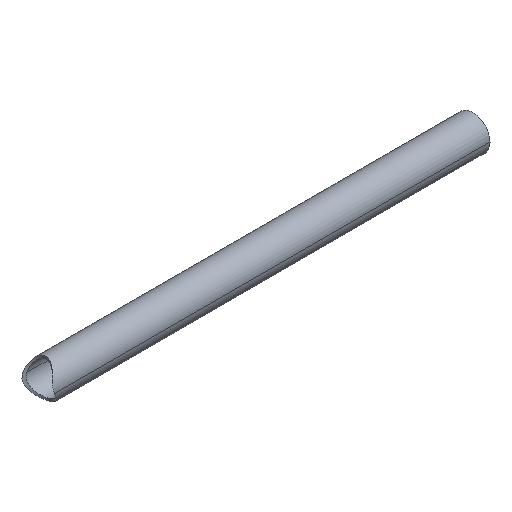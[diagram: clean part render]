
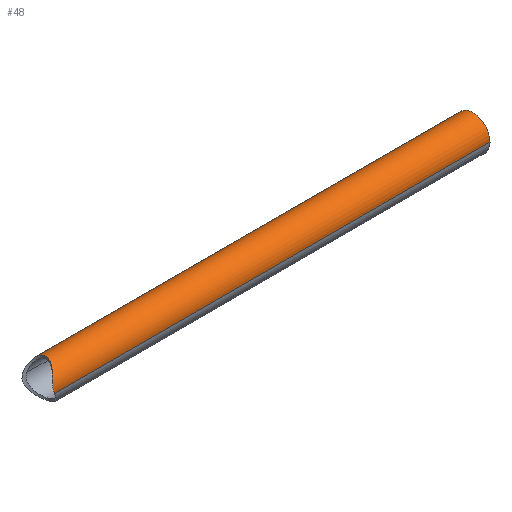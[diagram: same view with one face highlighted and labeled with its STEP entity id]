
A CAD part, isometric view. The second image highlights one B-rep face of the part: STEP entity #48.
In plain terms, the highlighted cylindrical face has radius 12.5 mm (diameter 25 mm), a partial arc.
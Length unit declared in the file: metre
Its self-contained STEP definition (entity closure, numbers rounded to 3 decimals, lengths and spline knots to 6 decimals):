
#48=ADVANCED_FACE('',(#109),#110,.T.);
#68=EDGE_CURVE('',#142,#143,#144,.F.);
#70=EDGE_CURVE('0:26',#146,#142,#147,.F.);
#72=EDGE_CURVE('',#149,#146,#150,.F.);
#74=EDGE_CURVE('0:38',#152,#153,#154,.T.);
#109=FACE_OUTER_BOUND('',#181,.T.);
#110=CYLINDRICAL_SURFACE('',#182,0.0125);
#142=VERTEX_POINT('',#267);
#143=VERTEX_POINT('',#268);
#144=B_SPLINE_CURVE_WITH_KNOTS('',3,(#269,#270,#271,#272,#273,#274,#275,#276,#277,#278,#279,#280,#281,#282,#283,#284,#285,#286,#287,#288,#289,#290,#291,#292,#293,#294,#295,#296),.UNSPECIFIED.,.F.,.F.,(4,3,3,3,3,3,3,3,3,4),(0.04405,0.048037,0.049757,0.050763,0.051838,0.055265,0.058407,0.060618,0.062394,0.065548),.UNSPECIFIED.);
#146=VERTEX_POINT('',#299);
#147=B_SPLINE_CURVE_WITH_KNOTS('',3,(#300,#301,#302,#303,#304,#305,#306,#307,#308,#309,#310,#311,#312,#313,#314,#315,#316,#317,#318),.UNSPECIFIED.,.F.,.F.,(4,3,3,3,3,3,4),(0.065548,0.069107,0.070685,0.071757,0.075553,0.079054,0.081964),.UNSPECIFIED.);
#149=VERTEX_POINT('',#321);
#150=B_SPLINE_CURVE_WITH_KNOTS('',3,(#322,#323,#324,#325,#326,#327,#328),.UNSPECIFIED.,.F.,.F.,(4,3,4),(0.0,0.002605,0.003969),.UNSPECIFIED.);
#152=VERTEX_POINT('',#331);
#153=VERTEX_POINT('',#332);
#154=CIRCLE('',#333,0.0125);
#181=EDGE_LOOP('',(#469,#470,#471,#472,#473,#474));
#182=AXIS2_PLACEMENT_3D('',#475,#476,#477);
#267=CARTESIAN_POINT('',(-0.640458,0.17165,0.006468));
#268=CARTESIAN_POINT('',(-0.645884,0.185091,-0.005997));
#269=CARTESIAN_POINT('',(-0.645884,0.185091,-0.005997));
#270=CARTESIAN_POINT('',(-0.645292,0.185091,-0.004762));
#271=CARTESIAN_POINT('',(-0.644567,0.184908,-0.003553));
#272=CARTESIAN_POINT('',(-0.643852,0.184565,-0.002409));
#273=CARTESIAN_POINT('',(-0.643544,0.184418,-0.001915));
#274=CARTESIAN_POINT('',(-0.643237,0.18424,-0.001435));
#275=CARTESIAN_POINT('',(-0.642941,0.184037,-0.000971));
#276=CARTESIAN_POINT('',(-0.642767,0.183917,-0.000699));
#277=CARTESIAN_POINT('',(-0.642597,0.183789,-0.000434));
#278=CARTESIAN_POINT('',(-0.642432,0.183653,-0.000175));
#279=CARTESIAN_POINT('',(-0.642256,0.183507,0.000102));
#280=CARTESIAN_POINT('',(-0.64208,0.183349,0.000378));
#281=CARTESIAN_POINT('',(-0.641908,0.183176,0.000653));
#282=CARTESIAN_POINT('',(-0.641356,0.182625,0.00153));
#283=CARTESIAN_POINT('',(-0.640834,0.181928,0.00239));
#284=CARTESIAN_POINT('',(-0.640422,0.181104,0.003157));
#285=CARTESIAN_POINT('',(-0.640045,0.180348,0.00386));
#286=CARTESIAN_POINT('',(-0.639759,0.179483,0.004486));
#287=CARTESIAN_POINT('',(-0.639601,0.17855,0.004992));
#288=CARTESIAN_POINT('',(-0.639489,0.177893,0.005348));
#289=CARTESIAN_POINT('',(-0.63944,0.177203,0.005645));
#290=CARTESIAN_POINT('',(-0.639454,0.176503,0.005876));
#291=CARTESIAN_POINT('',(-0.639465,0.17594,0.006061));
#292=CARTESIAN_POINT('',(-0.639517,0.175362,0.006207));
#293=CARTESIAN_POINT('',(-0.639609,0.174777,0.006311));
#294=CARTESIAN_POINT('',(-0.639773,0.173736,0.006496));
#295=CARTESIAN_POINT('',(-0.640066,0.172675,0.006545));
#296=CARTESIAN_POINT('',(-0.640458,0.17165,0.006468));
#299=CARTESIAN_POINT('',(-0.648291,0.16069,-0.002173));
#300=CARTESIAN_POINT('',(-0.640458,0.17165,0.006468));
#301=CARTESIAN_POINT('',(-0.6409,0.170494,0.006381));
#302=CARTESIAN_POINT('',(-0.641468,0.169382,0.006131));
#303=CARTESIAN_POINT('',(-0.642083,0.168375,0.005771));
#304=CARTESIAN_POINT('',(-0.642355,0.167928,0.005611));
#305=CARTESIAN_POINT('',(-0.642637,0.167502,0.005429));
#306=CARTESIAN_POINT('',(-0.642919,0.167101,0.005233));
#307=CARTESIAN_POINT('',(-0.64311,0.166828,0.0051));
#308=CARTESIAN_POINT('',(-0.643304,0.166562,0.004957));
#309=CARTESIAN_POINT('',(-0.643504,0.166299,0.004804));
#310=CARTESIAN_POINT('',(-0.644213,0.165366,0.00426));
#311=CARTESIAN_POINT('',(-0.644978,0.164489,0.003586));
#312=CARTESIAN_POINT('',(-0.645701,0.163709,0.002799));
#313=CARTESIAN_POINT('',(-0.646368,0.16299,0.002073));
#314=CARTESIAN_POINT('',(-0.646999,0.162353,0.001253));
#315=CARTESIAN_POINT('',(-0.647481,0.161814,0.000336));
#316=CARTESIAN_POINT('',(-0.647882,0.161367,-0.000426));
#317=CARTESIAN_POINT('',(-0.648178,0.160985,-0.001256));
#318=CARTESIAN_POINT('',(-0.648291,0.16069,-0.002173));
#321=CARTESIAN_POINT('',(-0.647804,0.160091,-0.005997));
#322=CARTESIAN_POINT('',(-0.648291,0.16069,-0.002173));
#323=CARTESIAN_POINT('',(-0.648392,0.160427,-0.002994));
#324=CARTESIAN_POINT('',(-0.648335,0.160251,-0.003836));
#325=CARTESIAN_POINT('',(-0.648162,0.160161,-0.004677));
#326=CARTESIAN_POINT('',(-0.648071,0.160115,-0.005117));
#327=CARTESIAN_POINT('',(-0.647949,0.160091,-0.005558));
#328=CARTESIAN_POINT('',(-0.647804,0.160091,-0.005997));
#331=CARTESIAN_POINT('',(-0.328527,0.160091,-0.005997));
#332=CARTESIAN_POINT('',(-0.328527,0.185091,-0.005997));
#333=AXIS2_PLACEMENT_3D('',#529,#530,#531);
#469=ORIENTED_EDGE('',*,*,#543,.F.);
#470=ORIENTED_EDGE('',*,*,#68,.F.);
#471=ORIENTED_EDGE('',*,*,#70,.F.);
#472=ORIENTED_EDGE('',*,*,#72,.F.);
#473=ORIENTED_EDGE('',*,*,#544,.F.);
#474=ORIENTED_EDGE('',*,*,#74,.T.);
#475=CARTESIAN_POINT('',(-0.492266,0.172591,-0.005997));
#476=DIRECTION('',(-1.0,0.,0.));
#477=DIRECTION('',(0.,1.0,0.));
#529=CARTESIAN_POINT('',(-0.328527,0.172591,-0.005997));
#530=DIRECTION('',(-1.0,0.,0.));
#531=DIRECTION('',(0.,1.0,0.));
#543=EDGE_CURVE('',#143,#153,#557,.T.);
#544=EDGE_CURVE('',#152,#149,#558,.T.);
#557=LINE('',#573,#574);
#558=LINE('',#575,#576);
#573=CARTESIAN_POINT('',(-0.492266,0.185091,-0.005997));
#574=VECTOR('',#589,1.0);
#575=CARTESIAN_POINT('',(-0.492266,0.160091,-0.005997));
#576=VECTOR('',#590,1.0);
#589=DIRECTION('',(1.0,0.,-0.0));
#590=DIRECTION('',(-1.0,0.,0.0));
